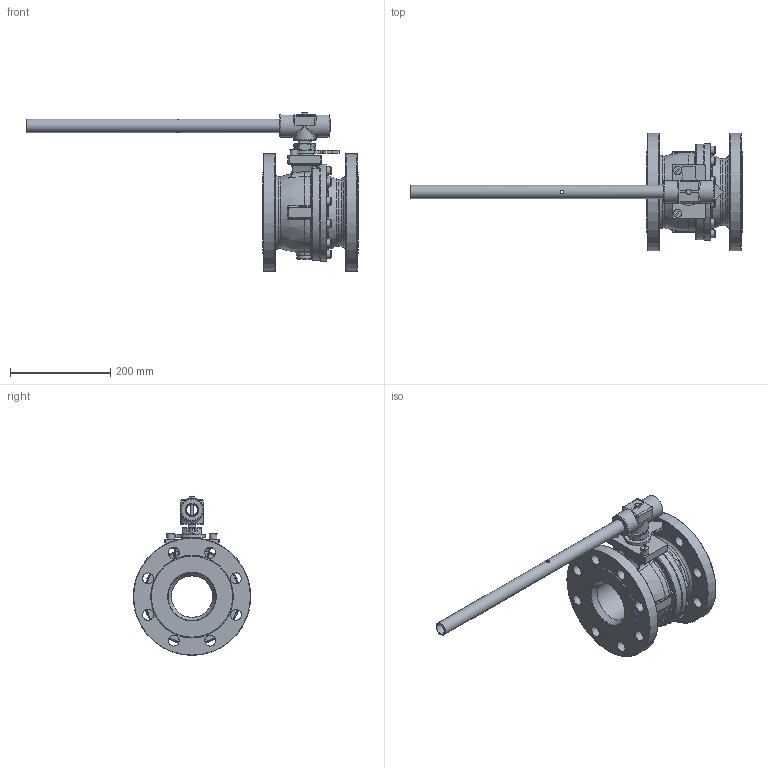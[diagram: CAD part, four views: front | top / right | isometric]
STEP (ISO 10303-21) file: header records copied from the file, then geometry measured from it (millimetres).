
FILE_DESCRIPTION(/* description */ (''),/* implementation_level */ '2;1');
FILE_NAME(/* name */ 'GA-F53-40-D40-W-A-1.stp',/* time_stamp */ '2019-09-18T16:46:15+01:00',/* author */ ('jaday'),/* organization */ (''),/* preprocessor_version */ 'ST-DEVELOPER v16.1',/* originating_system */ 'Autodesk Inventor 2016',/* authorisation */ '');
FILE_SCHEMA (('AUTOMOTIVE_DESIGN { 1 0 10303 214 3 1 1 }'));
Length unit declared in the file: millimetre
Products named in the file (1): GA-F53-40-D40-W-A-1
Bounding box: 663.42 x 235 x 317.43 mm (x, y, z)
Volume: 4173682.2 mm3; surface area: 473299.1 mm2
Topology: 1 solids, 3 shells, 615 faces, 1545 edges, 940 vertices
Faces by surface type: plane 253, cylinder 169, bspline 93, cone 50, torus 37, sphere 13
Full cylindrical faces by diameter (mm): 7 x2, 8.376 x12, 10 x12, 15.84 x2, 16 x12, 21.7 x1, 22 x16, 26.9 x1, 33.765 x1, 45 x2, 82.555 x1, 149 x1, 155 x1, 193.6 x1, 235 x2
Entity records: 21485 total; most frequent: CARTESIAN_POINT 7367, ORIENTED_EDGE 2722, DIRECTION 2636, EDGE_CURVE 1360, AXIS2_PLACEMENT_3D 1009, VERTEX_POINT 898, EDGE_LOOP 837, LINE 618
